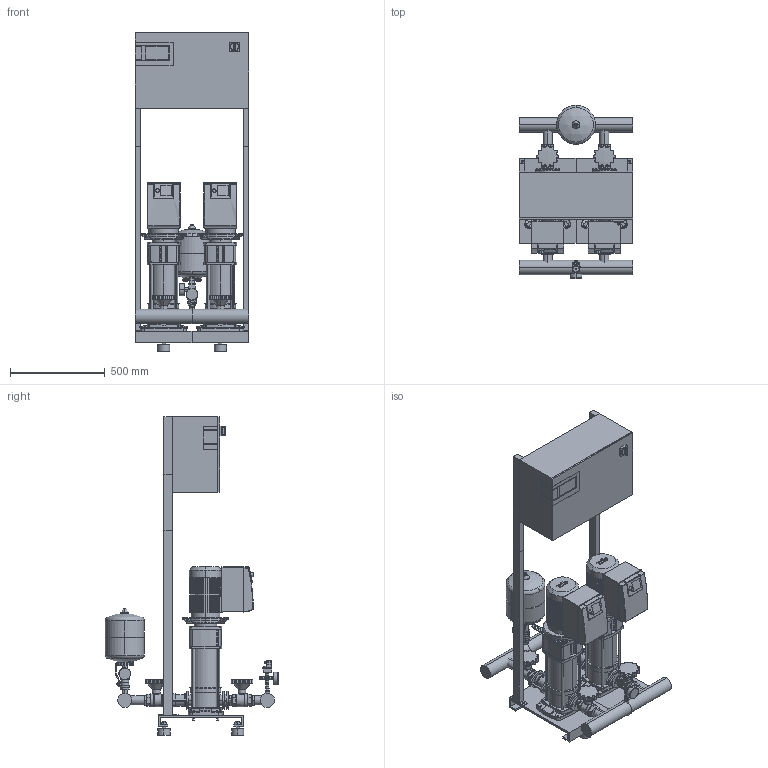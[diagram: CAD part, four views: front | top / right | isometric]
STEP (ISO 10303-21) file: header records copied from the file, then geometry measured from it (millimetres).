
FILE_DESCRIPTION((''),'2;1');
FILE_NAME('3d_COR-2HELIXVE1004_K_CCE-01-2535968.stp','2015-10-02T14:55:17',(''),(''),'Mechanical Desktop 2009','Mechanical Desktop 2009',', , ');
FILE_SCHEMA(('CONFIG_CONTROL_DESIGN'));
Length unit declared in the file: millimetre
Products named in the file (1): Product
Bounding box: 600 x 917 x 1685 mm (x, y, z)
Volume: 133244347.4 mm3; surface area: 6657428.6 mm2
Topology: 134 solids, 134 shells, 3383 faces, 8535 edges, 5540 vertices
Faces by surface type: plane 1188, cylinder 996, bspline 910, cone 129, torus 112, sphere 48
Entity records: 111348 total; most frequent: CARTESIAN_POINT 30972, ORIENTED_EDGE 16986, DIRECTION 15954, EDGE_CURVE 8493, VERTEX_POINT 5533, AXIS2_PLACEMENT_3D 5463, VECTOR 5028, LINE 5028
